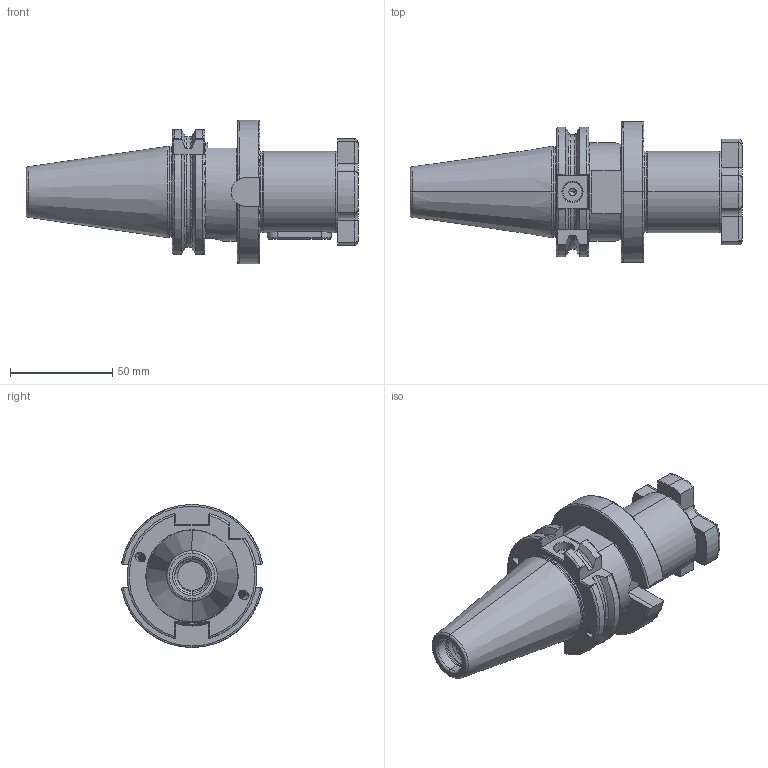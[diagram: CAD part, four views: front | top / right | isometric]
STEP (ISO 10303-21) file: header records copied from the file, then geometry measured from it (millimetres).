
FILE_DESCRIPTION (( 'STEP AP203' ), '1' );
FILE_NAME ('403.10.40.STEP', '2016-07-23T00:57:24', ( '' ), ( '' ), 'SwSTEP 2.0', 'SolidWorks 2012', '' );
FILE_SCHEMA (( 'CONFIG_CONTROL_DESIGN' ));
Length unit declared in the file: millimetre
Products named in the file (4): 403.10.40; SC40用鍵_10x8x32L; 十字螺絲FMB40
Assembly tree (3 placements, depth 2):
  403.10.40
    403.10.40
    SC40用鍵_10x8x32L
    十字螺絲FMB40
Bounding box: 162.4 x 68.89 x 70 mm (x, y, z)
Volume: 222645 mm3; surface area: 49122.1 mm2
Topology: 3 solids, 3 shells, 410 faces, 1095 edges, 687 vertices
Faces by surface type: cylinder 192, plane 85, torus 57, cone 43, bspline 33
Entity records: 26516 total; most frequent: CARTESIAN_POINT 17046, ORIENTED_EDGE 2170, DIRECTION 1633, EDGE_CURVE 1085, VERTEX_POINT 687, AXIS2_PLACEMENT_3D 631, EDGE_LOOP 424, FACE_OUTER_BOUND 410
